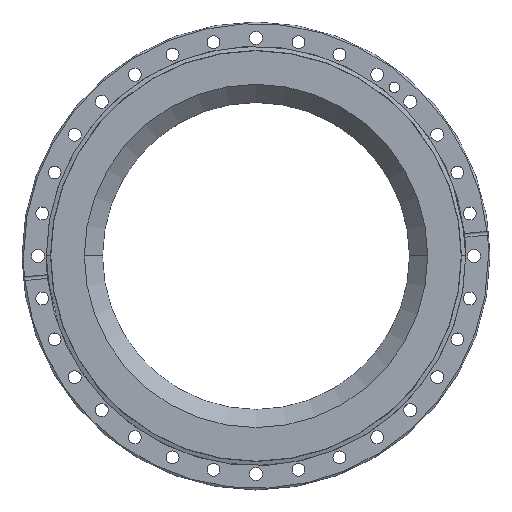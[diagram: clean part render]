
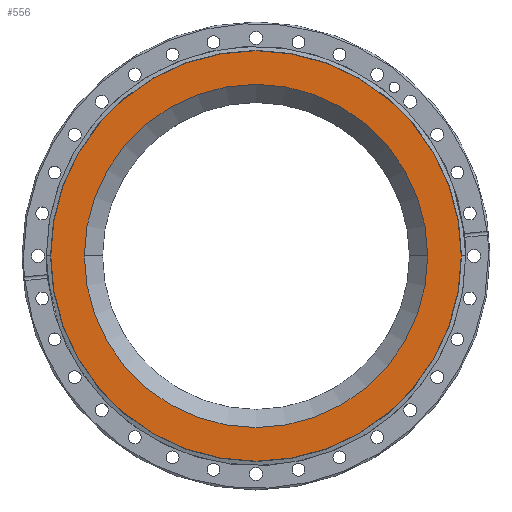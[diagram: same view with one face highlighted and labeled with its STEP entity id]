
A CAD part, top view. The second image highlights one B-rep face of the part: STEP entity #556.
In plain terms, the highlighted planar face has unit normal (0, 0, 1).
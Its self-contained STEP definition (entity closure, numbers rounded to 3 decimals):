
#258 = EDGE_CURVE ( 'NONE', #6911, #2129, #1174, .T. ) ;
#282 = AXIS2_PLACEMENT_3D ( 'NONE', #5715, #2511, #6275 ) ;
#389 = EDGE_CURVE ( 'NONE', #3943, #2442, #4049, .T. ) ;
#478 = DIRECTION ( 'NONE',  ( 0., 0., -1. ) ) ;
#556 = ADVANCED_FACE ( 'NONE', ( #3392, #6913 ), #6007, .T. ) ;
#586 = ORIENTED_EDGE ( 'NONE', *, *, #6802, .T. ) ;
#712 = DIRECTION ( 'NONE',  ( 0., 0., 1. ) ) ;
#1073 = ORIENTED_EDGE ( 'NONE', *, *, #258, .T. ) ;
#1174 = CIRCLE ( 'NONE', #282, 133.698 ) ;
#1283 = ORIENTED_EDGE ( 'NONE', *, *, #389, .T. ) ;
#1836 = CIRCLE ( 'NONE', #5881, 111.8 ) ;
#2119 = CARTESIAN_POINT ( 'NONE',  ( -111.8, 0., -1.2 ) ) ;
#2129 = VERTEX_POINT ( 'NONE', #2352 ) ;
#2352 = CARTESIAN_POINT ( 'NONE',  ( 133.698, 0., -1.2 ) ) ;
#2442 = VERTEX_POINT ( 'NONE', #2119 ) ;
#2448 = EDGE_LOOP ( 'NONE', ( #1283, #586 ) ) ;
#2508 = CARTESIAN_POINT ( 'NONE',  ( 111.8, 0., -1.2 ) ) ;
#2511 = DIRECTION ( 'NONE',  ( 0., 0., 1. ) ) ;
#2552 = AXIS2_PLACEMENT_3D ( 'NONE', #3926, #712, #4481 ) ;
#2822 = CIRCLE ( 'NONE', #2552, 133.698 ) ;
#3223 = CARTESIAN_POINT ( 'NONE',  ( 0., 0., -1.2 ) ) ;
#3340 = DIRECTION ( 'NONE',  ( 1., 0., 0. ) ) ;
#3392 = FACE_OUTER_BOUND ( 'NONE', #4967, .T. ) ;
#3725 = CARTESIAN_POINT ( 'NONE',  ( 0., 0., -1.2 ) ) ;
#3750 = EDGE_CURVE ( 'NONE', #2129, #6911, #2822, .T. ) ;
#3754 = DIRECTION ( 'NONE',  ( 1., 0., 0. ) ) ;
#3779 = AXIS2_PLACEMENT_3D ( 'NONE', #5438, #6528, #3340 ) ;
#3926 = CARTESIAN_POINT ( 'NONE',  ( 0., 0., -1.2 ) ) ;
#3943 = VERTEX_POINT ( 'NONE', #2508 ) ;
#4049 = CIRCLE ( 'NONE', #6787, 111.8 ) ;
#4270 = DIRECTION ( 'NONE',  ( 1., 0., 0. ) ) ;
#4481 = DIRECTION ( 'NONE',  ( 1., 0., 0. ) ) ;
#4967 = EDGE_LOOP ( 'NONE', ( #6496, #1073 ) ) ;
#5438 = CARTESIAN_POINT ( 'NONE',  ( 0., 0., -1.2 ) ) ;
#5715 = CARTESIAN_POINT ( 'NONE',  ( 0., 0., -1.2 ) ) ;
#5881 = AXIS2_PLACEMENT_3D ( 'NONE', #3223, #6968, #3754 ) ;
#6007 = PLANE ( 'NONE',  #3779 ) ;
#6275 = DIRECTION ( 'NONE',  ( 1., 0., 0. ) ) ;
#6496 = ORIENTED_EDGE ( 'NONE', *, *, #3750, .T. ) ;
#6516 = CARTESIAN_POINT ( 'NONE',  ( -133.698, 0., -1.2 ) ) ;
#6528 = DIRECTION ( 'NONE',  ( 0., 0., 1. ) ) ;
#6787 = AXIS2_PLACEMENT_3D ( 'NONE', #3725, #478, #4270 ) ;
#6802 = EDGE_CURVE ( 'NONE', #2442, #3943, #1836, .T. ) ;
#6911 = VERTEX_POINT ( 'NONE', #6516 ) ;
#6913 = FACE_BOUND ( 'NONE', #2448, .T. ) ;
#6968 = DIRECTION ( 'NONE',  ( 0., 0., -1. ) ) ;
